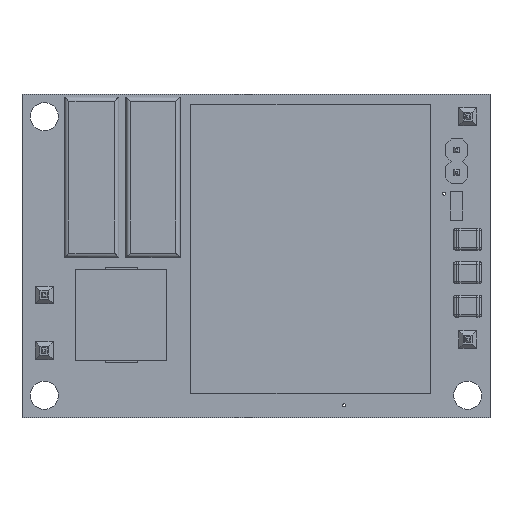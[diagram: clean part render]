
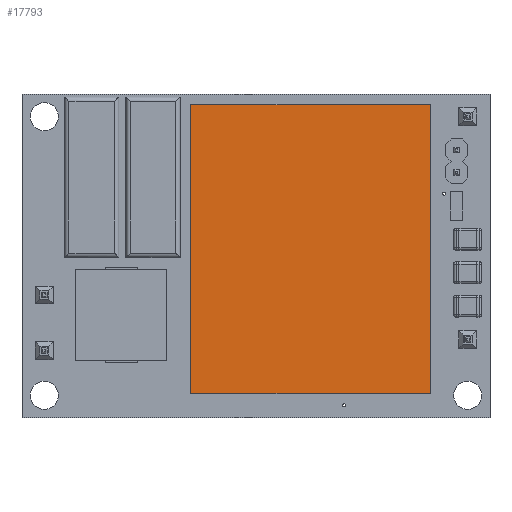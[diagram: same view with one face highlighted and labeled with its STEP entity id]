
A CAD part, top view. The second image highlights one B-rep face of the part: STEP entity #17793.
In plain terms, the highlighted planar face has unit normal (0, 0, 1).
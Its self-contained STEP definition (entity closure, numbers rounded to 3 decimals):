
#1049=PLANE('',#19756);
#1922=FACE_OUTER_BOUND('',#3074,.T.);
#3074=EDGE_LOOP('',(#13800,#13801,#13802,#13803));
#4503=LINE('',#28866,#6442);
#4506=LINE('',#28872,#6445);
#4509=LINE('',#28878,#6448);
#4512=LINE('',#28882,#6451);
#6442=VECTOR('',#22814,10.);
#6445=VECTOR('',#22819,10.);
#6448=VECTOR('',#22824,10.);
#6451=VECTOR('',#22829,10.);
#8641=VERTEX_POINT('',#28863);
#8642=VERTEX_POINT('',#28865);
#8644=VERTEX_POINT('',#28871);
#8646=VERTEX_POINT('',#28877);
#10465=EDGE_CURVE('',#8642,#8641,#4503,.T.);
#10468=EDGE_CURVE('',#8644,#8642,#4506,.T.);
#10471=EDGE_CURVE('',#8646,#8644,#4509,.T.);
#10474=EDGE_CURVE('',#8641,#8646,#4512,.T.);
#13800=ORIENTED_EDGE('',*,*,#10474,.T.);
#13801=ORIENTED_EDGE('',*,*,#10471,.T.);
#13802=ORIENTED_EDGE('',*,*,#10468,.T.);
#13803=ORIENTED_EDGE('',*,*,#10465,.T.);
#17793=ADVANCED_FACE('',(#1922),#1049,.T.);
#19756=AXIS2_PLACEMENT_3D('',#28883,#22830,#22831);
#22814=DIRECTION('',(0.,-1.,0.));
#22819=DIRECTION('',(-1.,0.,0.));
#22824=DIRECTION('',(0.,1.,0.));
#22829=DIRECTION('',(1.,0.,0.));
#22830=DIRECTION('center_axis',(0.,0.,
1.));
#22831=DIRECTION('ref_axis',(1.,0.,0.));
#28863=CARTESIAN_POINT('',(-16.44,-13.66,13.69));
#28865=CARTESIAN_POINT('',(-16.44,13.66,13.69));
#28866=CARTESIAN_POINT('',(-16.44,-13.66,13.69));
#28871=CARTESIAN_POINT('',(16.44,13.66,13.69));
#28872=CARTESIAN_POINT('',(-16.44,13.66,13.69));
#28877=CARTESIAN_POINT('',(16.44,-13.66,13.69));
#28878=CARTESIAN_POINT('',(16.44,13.66,13.69));
#28882=CARTESIAN_POINT('',(16.44,-13.66,13.69));
#28883=CARTESIAN_POINT('Origin',(0.,0.,
13.69));
